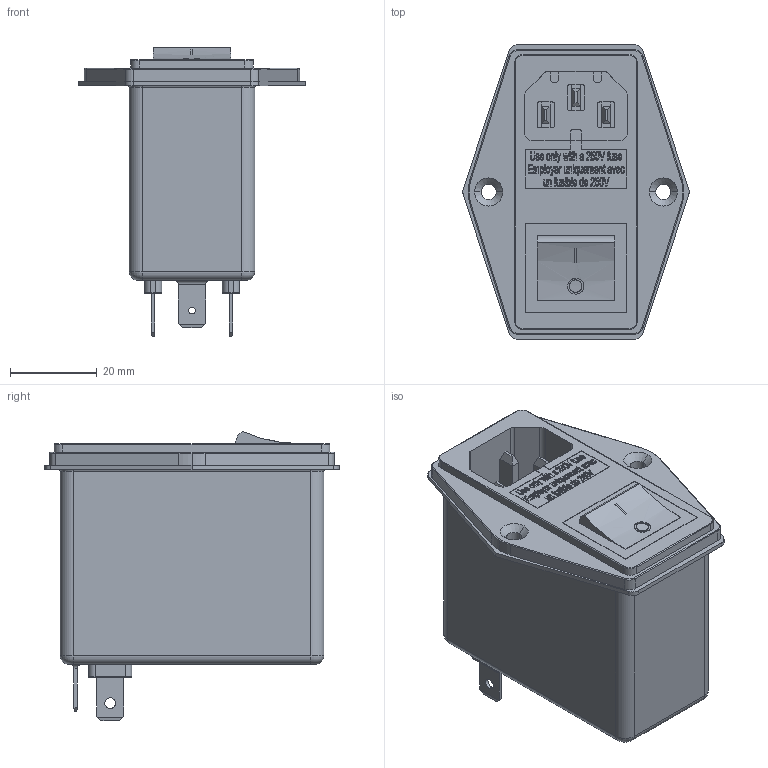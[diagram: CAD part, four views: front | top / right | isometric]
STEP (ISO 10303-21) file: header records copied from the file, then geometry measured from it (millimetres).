
FILE_DESCRIPTION (( 'STEP AP203' ), '1' );
FILE_NAME ('zasuvka s vypinacem 2.STEP', '2022-02-09T16:52:04', ( '' ), ( '' ), 'SwSTEP 2.0', 'SolidWorks 2021', '' );
FILE_SCHEMA (( 'CONFIG_CONTROL_DESIGN' ));
Length unit declared in the file: millimetre
Products named in the file (1): zasuvka s vypinacem 2
Bounding box: 52.5 x 68 x 66.82 mm (x, y, z)
Volume: 87670.2 mm3; surface area: 17225.4 mm2
Topology: 7 solids, 7 shells, 1157 faces, 3060 edges, 2012 vertices
Faces by surface type: plane 621, bspline 416, cylinder 89, torus 27, cone 4
Entity records: 54800 total; most frequent: CARTESIAN_POINT 28764, ORIENTED_EDGE 6120, DIRECTION 3901, EDGE_CURVE 3060, VERTEX_POINT 2012, LINE 2011, VECTOR 2011, EDGE_LOOP 1262
